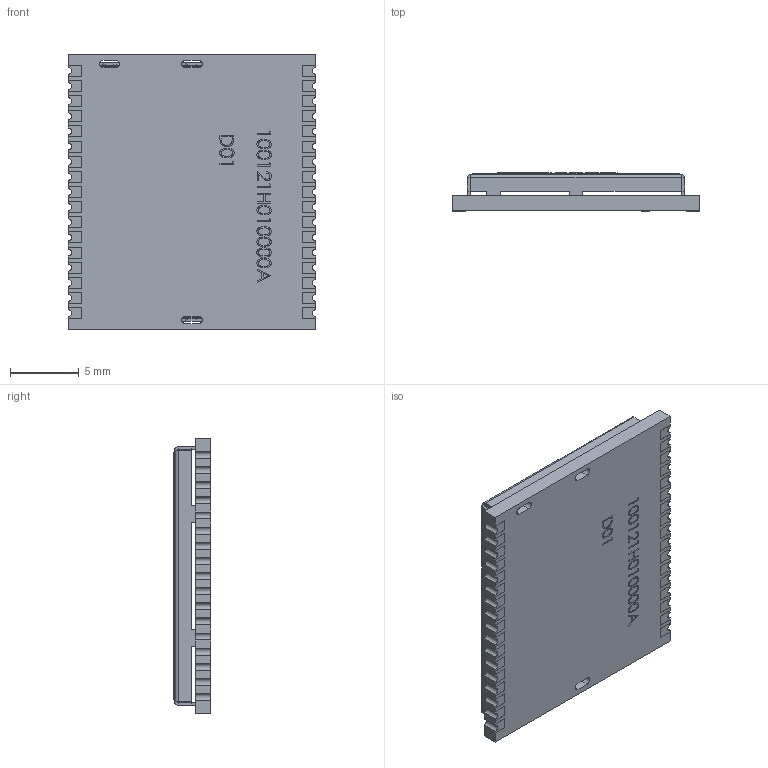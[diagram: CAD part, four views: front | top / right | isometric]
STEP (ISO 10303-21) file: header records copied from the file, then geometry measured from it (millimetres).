
FILE_DESCRIPTION (( 'STEP AP214' ), '1' );
FILE_NAME ('TFM.100A_GNSS Module Customer 3D model.STEP', '2021-12-30T19:58:50', ( '' ), ( '' ), 'SwSTEP 2.0', 'SolidWorks 2018', '' );
FILE_SCHEMA (( 'AUTOMOTIVE_DESIGN' ));
Length unit declared in the file: inch
Products named in the file (1): TFM.100A_GNSS Module Customer 3D model
Bounding box: 18 x 2.76 x 20 mm (x, y, z)
Volume: 485.9 mm3; surface area: 2111.8 mm2
Topology: 3 solids, 3 shells, 924 faces, 2540 edges, 1683 vertices
Faces by surface type: plane 684, bspline 180, cylinder 60
Full cylindrical faces by diameter (mm): 1.275 x1, 1.5 x1
Entity records: 48283 total; most frequent: CARTESIAN_POINT 13820, ORIENTED_EDGE 5074, DIRECTION 3787, EDGE_CURVE 2537, VECTOR 2057, LINE 2057, VERTEX_POINT 1682, EDGE_LOOP 995
